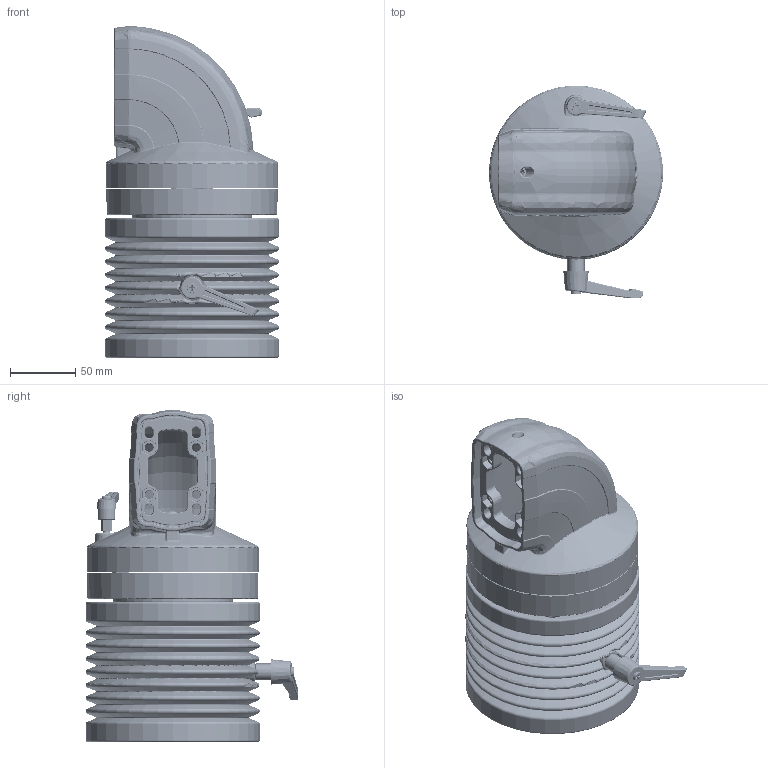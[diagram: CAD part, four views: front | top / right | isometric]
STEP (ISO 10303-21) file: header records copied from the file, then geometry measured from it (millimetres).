
FILE_DESCRIPTION (( 'STEP AP203' ), '1' );
FILE_NAME ('TK060.401.STEP', '2018-12-25T10:45:14', ( '' ), ( '' ), 'SwSTEP 2.0', 'SolidWorks 2018', '' );
FILE_SCHEMA (( 'CONFIG_CONTROL_DESIGN' ));
Length unit declared in the file: millimetre
Products named in the file (1): TK060.401
Bounding box: 133 x 162.59 x 253.72 mm (x, y, z)
Volume: 873871.7 mm3; surface area: 461805.1 mm2
Topology: 19 solids, 19 shells, 7709 faces, 17359 edges, 9654 vertices
Faces by surface type: bspline 2373, torus 1658, cone 1221, cylinder 904, plane 893, sphere 660
Full cylindrical faces by diameter (mm): 3 x2, 3.9 x2, 4.2 x2, 5 x6, 5.3 x8, 5.32 x4, 5.4 x1, 5.958 x1, 7.2 x1, 7.4 x2, 8.2 x1, 9.2 x1, 13 x1, 13.6 x1, 15.5 x1, 16 x1, 130 x2, 131.35 x1, 133 x2
Entity records: 282719 total; most frequent: CARTESIAN_POINT 133176, ORIENTED_EDGE 31662, DIRECTION 29914, EDGE_CURVE 15831, AXIS2_PLACEMENT_3D 13834, VERTEX_POINT 9344, EDGE_LOOP 9023, CIRCLE 8501
